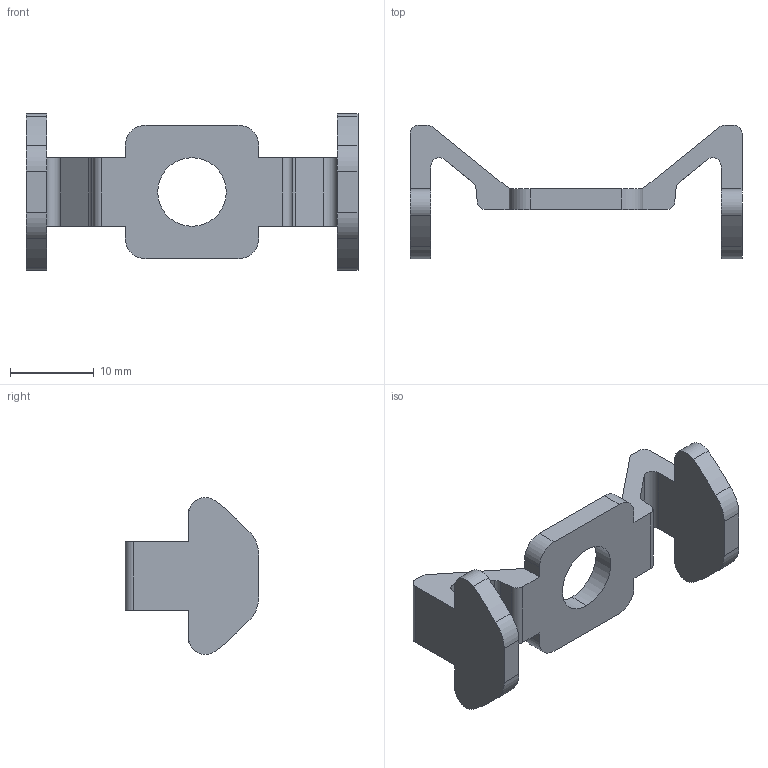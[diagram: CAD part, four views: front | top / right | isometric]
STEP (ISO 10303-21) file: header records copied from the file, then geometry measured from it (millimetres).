
FILE_DESCRIPTION((''),'2;1');
FILE_NAME('SV1900V.stp','2009-11-25T09:47:56',(''),(''),'Mechanical Desktop 2007','Mechanical Desktop 2007',', , ');
FILE_SCHEMA(('CONFIG_CONTROL_DESIGN'));
Length unit declared in the file: millimetre
Products named in the file (1): SV1900V
Bounding box: 39.7 x 16 x 18.76 mm (x, y, z)
Volume: 1950.6 mm3; surface area: 2083.3 mm2
Topology: 1 solids, 1 shells, 58 faces, 164 edges, 108 vertices
Faces by surface type: plane 24, cylinder 22, bspline 12
Entity records: 2013 total; most frequent: CARTESIAN_POINT 395, ORIENTED_EDGE 328, DIRECTION 314, EDGE_CURVE 164, VERTEX_POINT 108, VECTOR 108, LINE 108, AXIS2_PLACEMENT_3D 103
